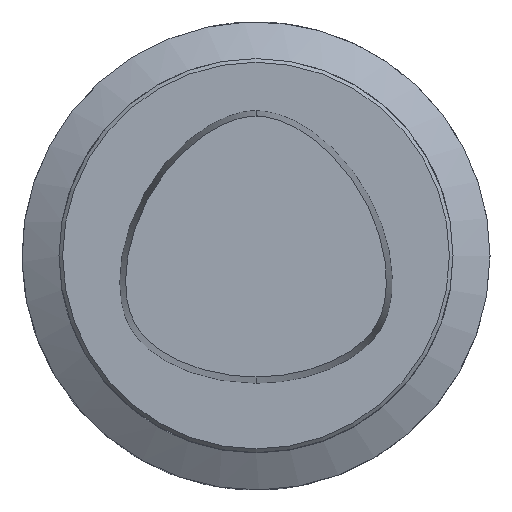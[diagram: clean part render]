
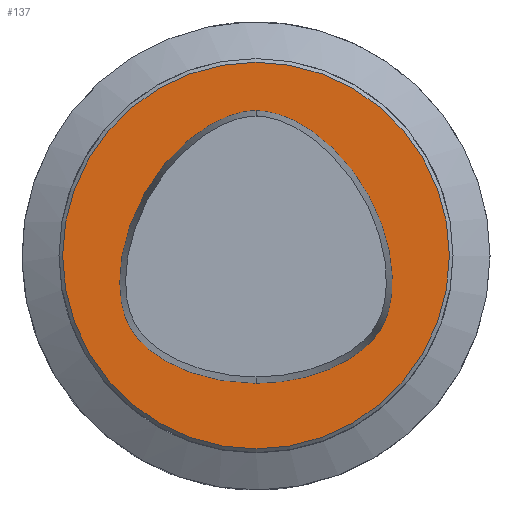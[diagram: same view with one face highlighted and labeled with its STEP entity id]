
A CAD part, top view. The second image highlights one B-rep face of the part: STEP entity #137.
In plain terms, the highlighted planar face has unit normal (0, 0, 1).
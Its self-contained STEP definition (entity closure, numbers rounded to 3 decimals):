
#91=CIRCLE('',#848,15.7);
#137=ADVANCED_FACE('',(#215),#183,.F.);
#183=PLANE('',#849);
#215=FACE_OUTER_BOUND('',#263,.T.);
#263=EDGE_LOOP('',(#350));
#350=ORIENTED_EDGE('',*,*,#613,.T.);
#536=VERTEX_POINT('',#1173);
#613=EDGE_CURVE('',#536,#536,#91,.T.);
#848=AXIS2_PLACEMENT_3D('',#1172,#965,#966);
#849=AXIS2_PLACEMENT_3D('',#1174,#967,#968);
#965=DIRECTION('',(0.,0.,1.));
#966=DIRECTION('',(-1.,0.,0.));
#967=DIRECTION('',(0.,0.,-1.));
#968=DIRECTION('',(1.,0.,0.));
#1172=CARTESIAN_POINT('',(0.,0.,0.));
#1173=CARTESIAN_POINT('',(-15.7,0.,0.));
#1174=CARTESIAN_POINT('',(0.,0.,0.));
